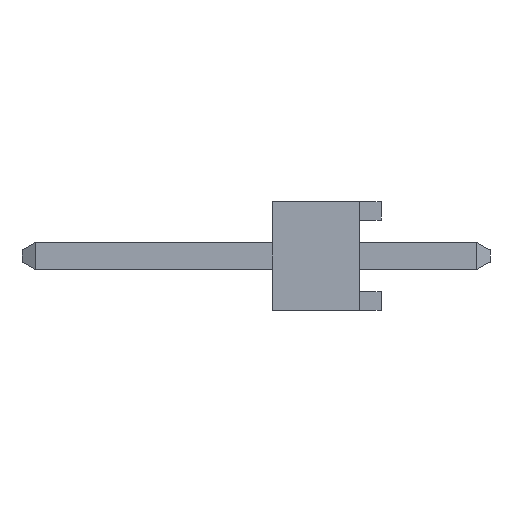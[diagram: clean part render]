
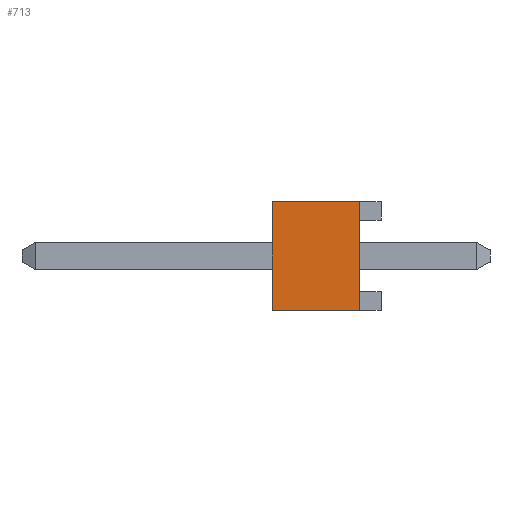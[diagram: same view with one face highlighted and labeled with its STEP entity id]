
A CAD part, left-side view. The second image highlights one B-rep face of the part: STEP entity #713.
In plain terms, the highlighted planar face has unit normal (-1, 0, 0).
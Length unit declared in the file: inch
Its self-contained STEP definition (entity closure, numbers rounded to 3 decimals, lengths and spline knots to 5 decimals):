
#21 = EDGE_CURVE ( 'NONE', #175, #247, #691, .T. ) ;
#175 = VERTEX_POINT ( 'NONE', #1308 ) ;
#228 = EDGE_CURVE ( 'NONE', #229, #568, #1227, .T. ) ;
#229 = VERTEX_POINT ( 'NONE', #1243 ) ;
#239 = EDGE_CURVE ( 'NONE', #175, #229, #1209, .T. ) ;
#247 = VERTEX_POINT ( 'NONE', #1333 ) ;
#553 = EDGE_CURVE ( 'NONE', #247, #568, #2165, .T. ) ;
#568 = VERTEX_POINT ( 'NONE', #2153 ) ;
#689 = VECTOR ( 'NONE', #780, 39.37008 ) ;
#690 = CARTESIAN_POINT ( 'NONE',  ( -0.3, 0.1, 0.05 ) ) ;
#691 = LINE ( 'NONE', #690, #689 ) ;
#712 = EDGE_LOOP ( 'NONE', ( #4811, #4812, #4621, #4674 ) ) ;
#713 = ADVANCED_FACE ( 'NONE', ( #2217 ), #2142, .F. ) ;
#780 = DIRECTION ( 'NONE',  ( 0., 0., -1. ) ) ;
#1206 = DIRECTION ( 'NONE',  ( 0., -1., 0. ) ) ;
#1207 = VECTOR ( 'NONE', #1206, 39.37008 ) ;
#1208 = CARTESIAN_POINT ( 'NONE',  ( -0.3, 0.1, 0.05 ) ) ;
#1209 = LINE ( 'NONE', #1208, #1207 ) ;
#1224 = DIRECTION ( 'NONE',  ( 0., 0., -1. ) ) ;
#1225 = VECTOR ( 'NONE', #1224, 39.37008 ) ;
#1226 = CARTESIAN_POINT ( 'NONE',  ( -0.3, 0.02, 0.05 ) ) ;
#1227 = LINE ( 'NONE', #1226, #1225 ) ;
#1243 = CARTESIAN_POINT ( 'NONE',  ( -0.3, 0.02, 0.05 ) ) ;
#1308 = CARTESIAN_POINT ( 'NONE',  ( -0.3, 0.1, 0.05 ) ) ;
#1333 = CARTESIAN_POINT ( 'NONE',  ( -0.3, 0.1, -0.05 ) ) ;
#1346 = DIRECTION ( 'NONE',  ( 0., 1., 0. ) ) ;
#2142 = PLANE ( 'NONE',  #2191 ) ;
#2153 = CARTESIAN_POINT ( 'NONE',  ( -0.3, 0.02, -0.05 ) ) ;
#2162 = DIRECTION ( 'NONE',  ( 0., -1., 0. ) ) ;
#2163 = VECTOR ( 'NONE', #2162, 39.37008 ) ;
#2164 = CARTESIAN_POINT ( 'NONE',  ( -0.3, 0.1, -0.05 ) ) ;
#2165 = LINE ( 'NONE', #2164, #2163 ) ;
#2189 = DIRECTION ( 'NONE',  ( 1., 0., 0. ) ) ;
#2190 = CARTESIAN_POINT ( 'NONE',  ( -0.3, 0.1, 0.05 ) ) ;
#2191 = AXIS2_PLACEMENT_3D ( 'NONE', #2190, #2189, #1346 ) ;
#2217 = FACE_OUTER_BOUND ( 'NONE', #712, .T. ) ;
#4621 = ORIENTED_EDGE ( 'NONE', *, *, #239, .F. ) ;
#4674 = ORIENTED_EDGE ( 'NONE', *, *, #21, .T. ) ;
#4811 = ORIENTED_EDGE ( 'NONE', *, *, #553, .T. ) ;
#4812 = ORIENTED_EDGE ( 'NONE', *, *, #228, .F. ) ;
